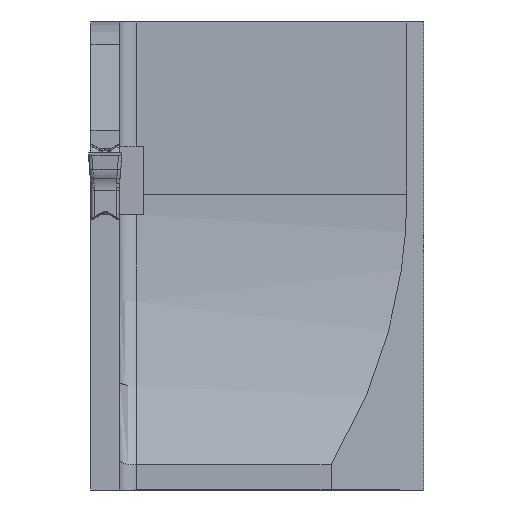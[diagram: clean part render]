
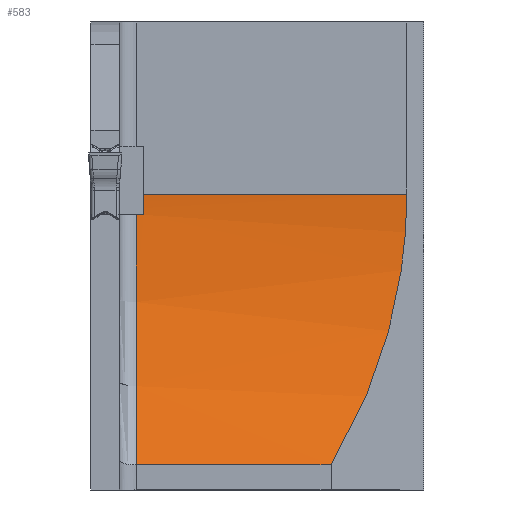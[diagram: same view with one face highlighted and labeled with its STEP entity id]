
A CAD part, front view. The second image highlights one B-rep face of the part: STEP entity #583.
In plain terms, the highlighted cylindrical face has radius 31.201 mm (diameter 62.402 mm), a partial arc.
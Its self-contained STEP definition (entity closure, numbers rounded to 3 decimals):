
#226=CYLINDRICAL_SURFACE('',#4068,31.201);
#293=ELLIPSE('',#4054,44.125,31.201);
#583=ADVANCED_FACE('',(#881),#226,.F.);
#881=FACE_OUTER_BOUND('',#1128,.T.);
#1128=EDGE_LOOP('',(#1556,#1557,#1558,#1559,#1560,#1561));
#1365=CIRCLE('',#4066,31.201);
#1366=CIRCLE('',#4067,31.201);
#1556=ORIENTED_EDGE('',*,*,#3108,.T.);
#1557=ORIENTED_EDGE('',*,*,#3109,.T.);
#1558=ORIENTED_EDGE('',*,*,#3110,.T.);
#1559=ORIENTED_EDGE('',*,*,#3106,.F.);
#1560=ORIENTED_EDGE('',*,*,#3088,.T.);
#1561=ORIENTED_EDGE('',*,*,#3076,.F.);
#2708=VERTEX_POINT('',#5059);
#2709=VERTEX_POINT('',#5061);
#2718=VERTEX_POINT('',#5088);
#2726=VERTEX_POINT('',#5122);
#2727=VERTEX_POINT('',#5126);
#2728=VERTEX_POINT('',#5128);
#3076=EDGE_CURVE('',#2708,#2709,#3683,.T.);
#3088=EDGE_CURVE('',#2718,#2709,#293,.T.);
#3106=EDGE_CURVE('',#2718,#2726,#3708,.T.);
#3108=EDGE_CURVE('',#2708,#2727,#1365,.T.);
#3109=EDGE_CURVE('',#2727,#2728,#3710,.T.);
#3110=EDGE_CURVE('',#2728,#2726,#1366,.T.);
#3683=LINE('',#5060,#3872);
#3708=LINE('',#5121,#3897);
#3710=LINE('',#5127,#3899);
#3872=VECTOR('',#4335,1.);
#3897=VECTOR('',#4390,1.);
#3899=VECTOR('',#4396,1.);
#4054=AXIS2_PLACEMENT_3D('',#5087,#4353,#4354);
#4066=AXIS2_PLACEMENT_3D('',#5125,#4394,#4395);
#4067=AXIS2_PLACEMENT_3D('',#5129,#4397,#4398);
#4068=AXIS2_PLACEMENT_3D('',#5130,#4399,#4400);
#4335=DIRECTION('',(1.,0.,0.));
#4353=DIRECTION('',(0.707,-0.707,0.));
#4354=DIRECTION('',(0.707,0.707,0.));
#4390=DIRECTION('',(-1.,0.,0.));
#4394=DIRECTION('',(-1.,0.,0.));
#4395=DIRECTION('',(0.,0.,1.));
#4396=DIRECTION('',(-1.,0.,0.));
#4397=DIRECTION('',(-1.,0.,0.));
#4398=DIRECTION('',(0.,0.,-1.));
#4399=DIRECTION('',(1.,0.,0.));
#4400=DIRECTION('',(0.,0.,1.));
#5059=CARTESIAN_POINT('',(-16.75,-104.,17.7));
#5060=CARTESIAN_POINT('',(-20.955,-104.,17.7));
#5061=CARTESIAN_POINT('',(-1.,-104.,17.7));
#5087=CARTESIAN_POINT('',(-32.201,-135.201,17.7));
#5088=CARTESIAN_POINT('',(-5.535,-108.535,1.5));
#5121=CARTESIAN_POINT('',(-20.955,-108.535,1.5));
#5122=CARTESIAN_POINT('',(-17.2,-108.535,1.5));
#5125=CARTESIAN_POINT('',(-16.75,-135.201,17.7));
#5126=CARTESIAN_POINT('',(-16.75,-104.025,16.46));
#5127=CARTESIAN_POINT('',(-16.75,-104.025,16.46));
#5128=CARTESIAN_POINT('',(-17.2,-104.025,16.46));
#5129=CARTESIAN_POINT('',(-17.2,-135.201,17.7));
#5130=CARTESIAN_POINT('',(-20.955,-135.201,17.7));
